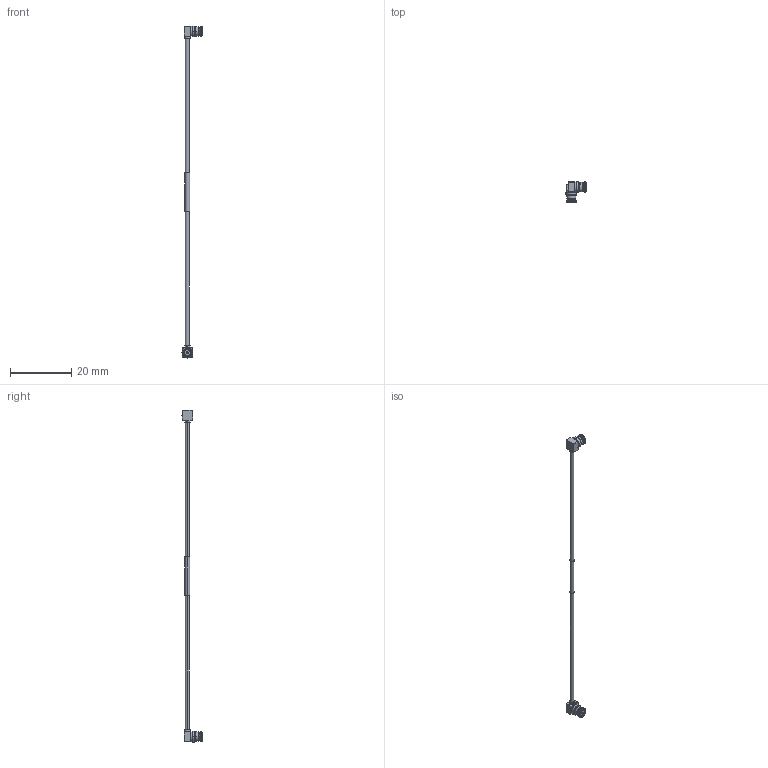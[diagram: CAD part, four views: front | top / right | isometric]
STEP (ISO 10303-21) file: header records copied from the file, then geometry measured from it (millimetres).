
FILE_DESCRIPTION (( 'STEP AP214' ), '1' );
FILE_NAME ('FMCA3256-0602_3D.step', '2023-05-10T07:53:59', ( '' ), ( '' ), 'SwSTEP 2.0', 'SolidWorks 2022', '' );
FILE_SCHEMA (( 'AUTOMOTIVE_DESIGN' ));
Length unit declared in the file: inch
Products named in the file (3): SC5241; FMCA3256-0602_3D; FM-SR047TB
Assembly tree (3 placements, depth 2):
  FMCA3256-0602_3D
    FM-SR047TB
    SC5241  x2
Bounding box: 6.58 x 6.58 x 108.68 mm (x, y, z)
Volume: 219.2 mm3; surface area: 698.9 mm2
Topology: 5 solids, 5 shells, 180 faces, 442 edges, 288 vertices
Faces by surface type: cylinder 74, plane 70, torus 20, cone 16
Entity records: 3155 total; most frequent: CARTESIAN_POINT 685, DIRECTION 500, ORIENTED_EDGE 460, EDGE_CURVE 230, AXIS2_PLACEMENT_3D 197, VERTEX_POINT 150, EDGE_LOOP 110, VECTOR 106
